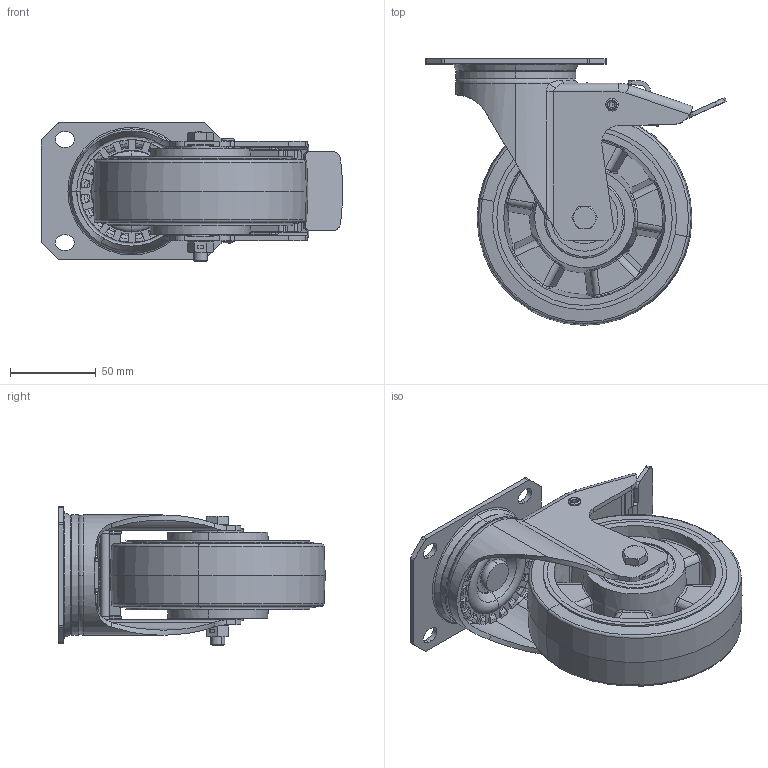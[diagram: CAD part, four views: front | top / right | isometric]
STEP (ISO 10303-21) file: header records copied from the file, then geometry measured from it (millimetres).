
FILE_DESCRIPTION (( 'STEP AP214' ), '1' );
FILE_NAME ('0055802.step', '2023-07-27T12:02:19', ( '' ), ( '' ), 'SwSTEP 2.0', 'SolidWorks 2020', '' );
FILE_SCHEMA (( 'AUTOMOTIVE_DESIGN' ));
Length unit declared in the file: millimetre
Products named in the file (1): 0055802
Bounding box: 175.08 x 155 x 81 mm (x, y, z)
Surface area: 157442.1 mm2 (no closed solid volume)
Topology: 0 solids, 24 shells, 625 faces, 1947 edges, 1311 vertices
Faces by surface type: plane 187, cylinder 145, torus 110, bspline 87, cone 80, sphere 16
Entity records: 34037 total; most frequent: CARTESIAN_POINT 10901, DIRECTION 3306, ORIENTED_EDGE 3240, EDGE_CURVE 1947, AXIS2_PLACEMENT_3D 1328, VERTEX_POINT 1311, CIRCLE 789, EDGE_LOOP 673
